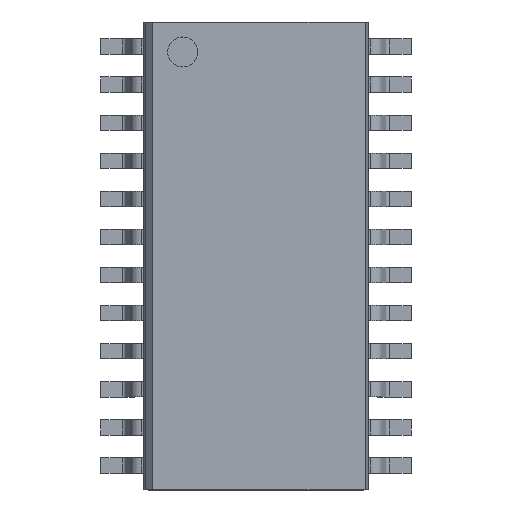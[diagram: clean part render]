
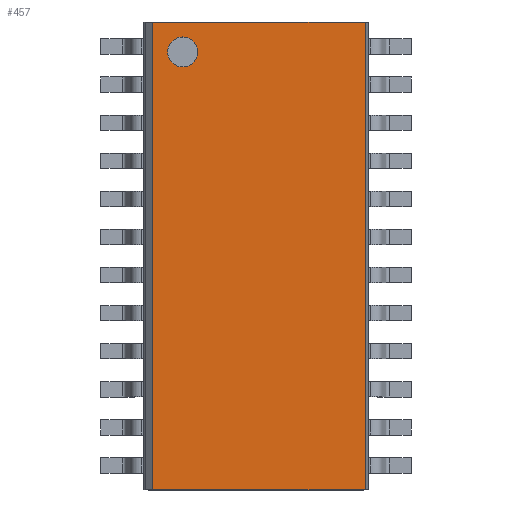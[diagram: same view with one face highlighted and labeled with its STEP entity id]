
A CAD part, top view. The second image highlights one B-rep face of the part: STEP entity #457.
In plain terms, the highlighted planar face has unit normal (0, 0, 1).
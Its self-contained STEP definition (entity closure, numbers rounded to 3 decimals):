
#72=CARTESIAN_POINT('',(-1.943,6.8,1.68));
#73=VERTEX_POINT('',#72);
#89=CARTESIAN_POINT('',(-2.943,6.8,1.68));
#90=VERTEX_POINT('',#89);
#97=CARTESIAN_POINT('',(-2.443,6.8,1.68));
#98=DIRECTION('',(0.0,0.0,-1.0));
#99=DIRECTION('',(1.0,0.0,0.0));
#100=AXIS2_PLACEMENT_3D('',#97,#98,#99);
#101=CIRCLE('',#100,0.5);
#102=EDGE_CURVE('',#73,#90,#101,.T.);
#113=CARTESIAN_POINT('',(-2.443,6.8,1.68));
#114=DIRECTION('',(0.0,0.0,-1.0));
#115=DIRECTION('',(1.0,0.0,0.0));
#116=AXIS2_PLACEMENT_3D('',#113,#114,#115);
#117=CIRCLE('',#116,0.5);
#118=EDGE_CURVE('',#90,#73,#117,.T.);
#217=CARTESIAN_POINT('',(-3.443,-7.8,1.68));
#218=VERTEX_POINT('',#217);
#225=CARTESIAN_POINT('',(-3.443,7.8,1.68));
#226=VERTEX_POINT('',#225);
#227=CARTESIAN_POINT('',(-3.443,7.8,1.68));
#228=DIRECTION('',(0.0,-1.0,0.0));
#229=VECTOR('',#228,15.6);
#230=LINE('',#227,#229);
#231=EDGE_CURVE('',#226,#218,#230,.T.);
#248=CARTESIAN_POINT('',(3.637,-7.8,1.68));
#249=VERTEX_POINT('',#248);
#266=CARTESIAN_POINT('',(3.637,7.8,1.68));
#267=VERTEX_POINT('',#266);
#274=CARTESIAN_POINT('',(3.637,7.8,1.68));
#275=DIRECTION('',(0.0,-1.0,0.0));
#276=VECTOR('',#275,15.6);
#277=LINE('',#274,#276);
#278=EDGE_CURVE('',#267,#249,#277,.T.);
#408=CARTESIAN_POINT('',(-3.443,-7.8,1.68));
#409=DIRECTION('',(1.0,0.0,0.0));
#410=VECTOR('',#409,7.08);
#411=LINE('',#408,#410);
#412=EDGE_CURVE('',#218,#249,#411,.T.);
#430=CARTESIAN_POINT('',(-3.443,7.8,1.68));
#431=DIRECTION('',(1.0,0.0,0.0));
#432=VECTOR('',#431,7.08);
#433=LINE('',#430,#432);
#434=EDGE_CURVE('',#226,#267,#433,.T.);
#442=CARTESIAN_POINT('',(-2.443,8.05,1.68));
#443=DIRECTION('',(0.0,0.0,1.0));
#444=DIRECTION('',(1.0,0.0,0.0));
#445=AXIS2_PLACEMENT_3D('',#442,#443,#444);
#446=PLANE('',#445);
#447=ORIENTED_EDGE('',*,*,#412,.T.);
#448=ORIENTED_EDGE('',*,*,#278,.F.);
#449=ORIENTED_EDGE('',*,*,#434,.F.);
#450=ORIENTED_EDGE('',*,*,#231,.T.);
#451=EDGE_LOOP('',(#447,#448,#449,#450));
#452=FACE_OUTER_BOUND('',#451,.T.);
#453=ORIENTED_EDGE('',*,*,#102,.T.);
#454=ORIENTED_EDGE('',*,*,#118,.T.);
#455=EDGE_LOOP('',(#453,#454));
#456=FACE_BOUND('',#455,.T.);
#457=ADVANCED_FACE('',(#452,#456),#446,.T.);
